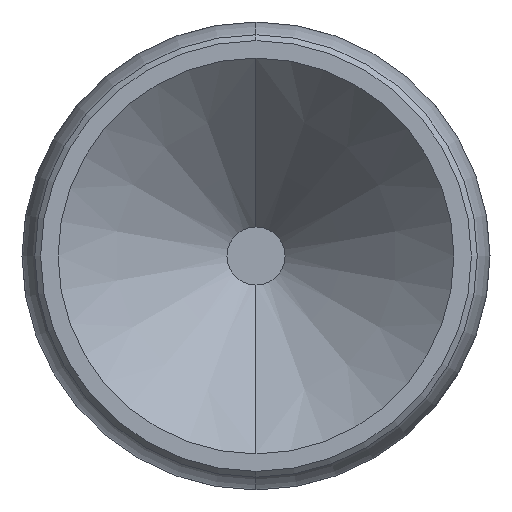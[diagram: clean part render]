
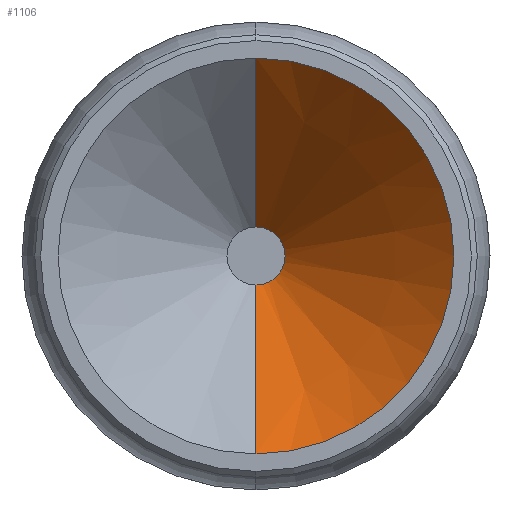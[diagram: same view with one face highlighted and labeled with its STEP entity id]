
A CAD part, left-side view. The second image highlights one B-rep face of the part: STEP entity #1106.
In plain terms, the highlighted conical face has half-angle 45 degrees and reference radius 0.064 mm.
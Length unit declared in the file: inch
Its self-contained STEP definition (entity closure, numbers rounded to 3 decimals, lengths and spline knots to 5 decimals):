
#9 = EDGE_CURVE ( 'NONE', #1131, #1339, #359, .T. ) ;
#127 = DIRECTION ( 'NONE',  ( -0.707, 0., 0.707 ) ) ;
#155 = CONICAL_SURFACE ( 'NONE', #1468, 0.0025, 0.785 ) ;
#185 = CARTESIAN_POINT ( 'NONE',  ( -0.3, 0., -0.017 ) ) ;
#234 = EDGE_CURVE ( 'NONE', #463, #688, #1030, .T. ) ;
#262 = CIRCLE ( 'NONE', #887, 0.017 ) ;
#276 = DIRECTION ( 'NONE',  ( 0., 0., -1. ) ) ;
#317 = EDGE_CURVE ( 'NONE', #688, #1339, #262, .T. ) ;
#326 = EDGE_CURVE ( 'NONE', #463, #1131, #1045, .T. ) ;
#342 = DIRECTION ( 'NONE',  ( -1., 0., 0. ) ) ;
#359 = LINE ( 'NONE', #616, #784 ) ;
#398 = VECTOR ( 'NONE', #127, 39.37008 ) ;
#409 = CARTESIAN_POINT ( 'NONE',  ( -0.2855, 0., 0. ) ) ;
#424 = EDGE_LOOP ( 'NONE', ( #923, #995, #958, #897 ) ) ;
#463 = VERTEX_POINT ( 'NONE', #510 ) ;
#468 = DIRECTION ( 'NONE',  ( 0., 0., 1. ) ) ;
#510 = CARTESIAN_POINT ( 'NONE',  ( -0.2855, 0., 0.0025 ) ) ;
#616 = CARTESIAN_POINT ( 'NONE',  ( -0.2855, 0., -0.0025 ) ) ;
#670 = FACE_OUTER_BOUND ( 'NONE', #424, .T. ) ;
#688 = VERTEX_POINT ( 'NONE', #1347 ) ;
#712 = DIRECTION ( 'NONE',  ( 0., 0., -1. ) ) ;
#761 = DIRECTION ( 'NONE',  ( -0.707, 0., -0.707 ) ) ;
#784 = VECTOR ( 'NONE', #761, 39.37008 ) ;
#887 = AXIS2_PLACEMENT_3D ( 'NONE', #1558, #1533, #276 ) ;
#897 = ORIENTED_EDGE ( 'NONE', *, *, #234, .F. ) ;
#914 = AXIS2_PLACEMENT_3D ( 'NONE', #409, #1407, #712 ) ;
#922 = CARTESIAN_POINT ( 'NONE',  ( -0.2855, 0., 0. ) ) ;
#923 = ORIENTED_EDGE ( 'NONE', *, *, #326, .T. ) ;
#958 = ORIENTED_EDGE ( 'NONE', *, *, #317, .F. ) ;
#995 = ORIENTED_EDGE ( 'NONE', *, *, #9, .T. ) ;
#1030 = LINE ( 'NONE', #1378, #398 ) ;
#1045 = CIRCLE ( 'NONE', #914, 0.0025 ) ;
#1106 = ADVANCED_FACE ( 'NONE', ( #670 ), #155, .F. ) ;
#1131 = VERTEX_POINT ( 'NONE', #1348 ) ;
#1339 = VERTEX_POINT ( 'NONE', #185 ) ;
#1347 = CARTESIAN_POINT ( 'NONE',  ( -0.3, 0., 0.017 ) ) ;
#1348 = CARTESIAN_POINT ( 'NONE',  ( -0.2855, 0., -0.0025 ) ) ;
#1378 = CARTESIAN_POINT ( 'NONE',  ( -0.2855, 0., 0.0025 ) ) ;
#1407 = DIRECTION ( 'NONE',  ( 1., 0., 0. ) ) ;
#1468 = AXIS2_PLACEMENT_3D ( 'NONE', #922, #342, #468 ) ;
#1533 = DIRECTION ( 'NONE',  ( 1., 0., 0. ) ) ;
#1558 = CARTESIAN_POINT ( 'NONE',  ( -0.3, 0., 0. ) ) ;
